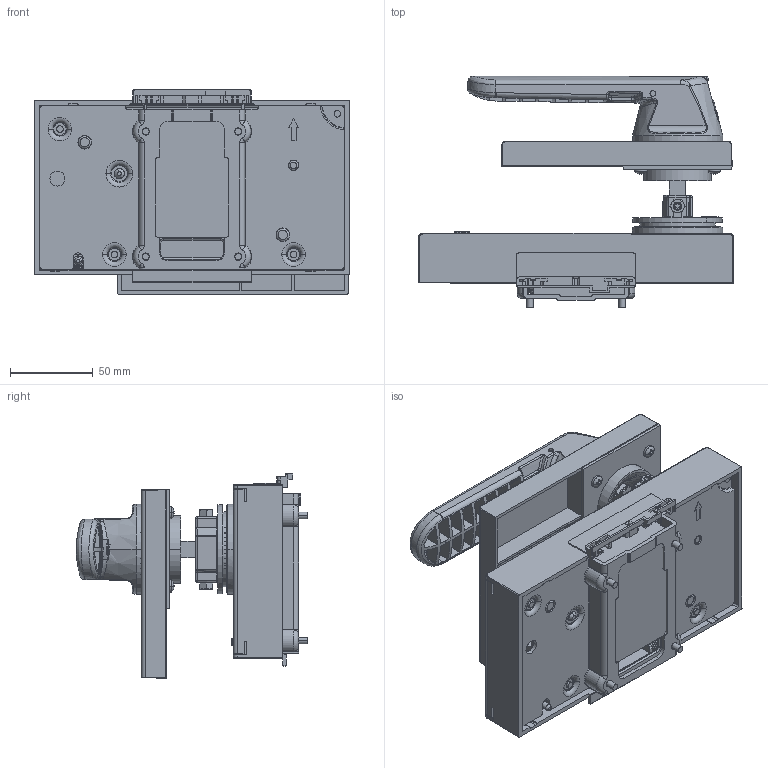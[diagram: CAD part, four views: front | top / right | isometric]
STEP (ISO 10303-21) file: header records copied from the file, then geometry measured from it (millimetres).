
FILE_DESCRIPTION((''),'2;1');
FILE_NAME('1SDH002065A1477_IGES','2022-05-19T11:40:23',('ITMADEL7'),(''),'CREO PARAMETRIC BY PTC INC, 2019030','CREO PARAMETRIC BY PTC INC, 2019030','');
FILE_SCHEMA(('AUTOMOTIVE_DESIGN { 1 0 10303 214 1 1 1 1 }'));
Products named in the file (1): 1SDH002065A1477_IGES
Bounding box: 191.06 x 140.11 x 123.65 mm (x, y, z)
Volume: 127735.1 mm3; surface area: 224666.6 mm2
Topology: 130 solids, 131 shells, 9680 faces, 24985 edges, 15676 vertices
Faces by surface type: plane 8071, cylinder 844, torus 341, bspline 188, cone 121, sphere 59, extrusion 55, revolution 1
Entity records: 326338 total; most frequent: CARTESIAN_POINT 94301, ORIENTED_EDGE 49845, DIRECTION 44175, EDGE_CURVE 24926, VECTOR 20332, LINE 20277, VERTEX_POINT 15676, AXIS2_PLACEMENT_3D 11921
